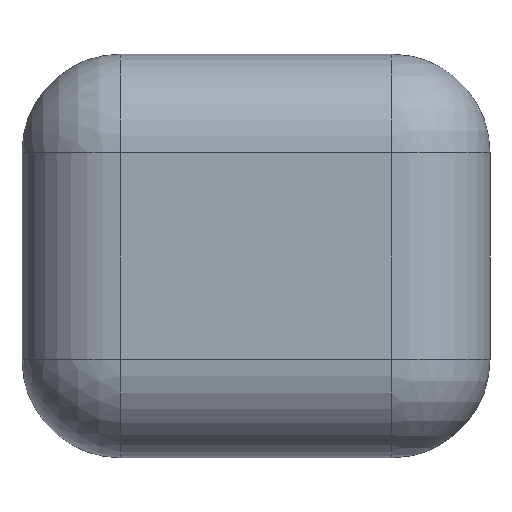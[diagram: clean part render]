
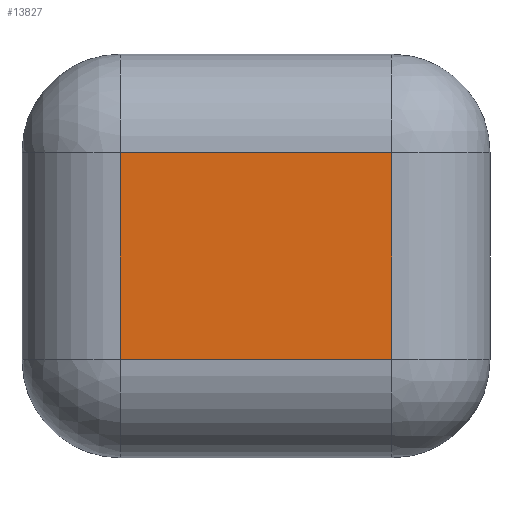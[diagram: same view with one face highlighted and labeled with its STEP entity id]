
A CAD part, front view. The second image highlights one B-rep face of the part: STEP entity #13827.
In plain terms, the highlighted planar face has unit normal (0, -1, 0).
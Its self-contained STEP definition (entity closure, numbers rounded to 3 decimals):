
#3165 = FACE_OUTER_BOUND ( 'NONE', #36989, .T. ) ;
#9754 = LINE ( 'NONE', #30248, #51471 ) ;
#13369 = ORIENTED_EDGE ( 'NONE', *, *, #43235, .T. ) ;
#13827 = ADVANCED_FACE ( 'NONE', ( #3165 ), #35397, .T. ) ;
#15241 = VECTOR ( 'NONE', #17507, 1000. ) ;
#17507 = DIRECTION ( 'NONE',  ( 1., 0., 0. ) ) ;
#20385 = LINE ( 'NONE', #32635, #51051 ) ;
#20911 = CARTESIAN_POINT ( 'NONE',  ( -110.187, -103.059, -84.015 ) ) ;
#20993 = ORIENTED_EDGE ( 'NONE', *, *, #30414, .T. ) ;
#21560 = DIRECTION ( 'NONE',  ( 0., 0., -1. ) ) ;
#22573 = VERTEX_POINT ( 'NONE', #47343 ) ;
#23149 = DIRECTION ( 'NONE',  ( 0., -1., 0. ) ) ;
#23662 = DIRECTION ( 'NONE',  ( 0., 0., -1. ) ) ;
#25541 = LINE ( 'NONE', #33548, #44393 ) ;
#27935 = CARTESIAN_POINT ( 'NONE',  ( 0., -103.059, 0. ) ) ;
#28690 = EDGE_CURVE ( 'NONE', #31701, #22573, #9754, .T. ) ;
#30248 = CARTESIAN_POINT ( 'NONE',  ( 110.187, -103.059, 0. ) ) ;
#30414 = EDGE_CURVE ( 'NONE', #40618, #47986, #25541, .T. ) ;
#31701 = VERTEX_POINT ( 'NONE', #32543 ) ;
#32543 = CARTESIAN_POINT ( 'NONE',  ( 110.187, -103.059, -84.015 ) ) ;
#32635 = CARTESIAN_POINT ( 'NONE',  ( 0., -103.059, 84.015 ) ) ;
#33182 = DIRECTION ( 'NONE',  ( -1., 0., 0. ) ) ;
#33548 = CARTESIAN_POINT ( 'NONE',  ( -110.187, -103.059, 0. ) ) ;
#34300 = ORIENTED_EDGE ( 'NONE', *, *, #28690, .T. ) ;
#34509 = DIRECTION ( 'NONE',  ( 0., 0., 1. ) ) ;
#35397 = PLANE ( 'NONE',  #39030 ) ;
#36989 = EDGE_LOOP ( 'NONE', ( #13369, #34300, #49102, #20993 ) ) ;
#39030 = AXIS2_PLACEMENT_3D ( 'NONE', #27935, #23149, #23662 ) ;
#40618 = VERTEX_POINT ( 'NONE', #45128 ) ;
#42018 = LINE ( 'NONE', #46007, #15241 ) ;
#43235 = EDGE_CURVE ( 'NONE', #47986, #31701, #42018, .T. ) ;
#44393 = VECTOR ( 'NONE', #21560, 1000. ) ;
#45128 = CARTESIAN_POINT ( 'NONE',  ( -110.187, -103.059, 84.015 ) ) ;
#45838 = EDGE_CURVE ( 'NONE', #22573, #40618, #20385, .T. ) ;
#46007 = CARTESIAN_POINT ( 'NONE',  ( 0., -103.059, -84.015 ) ) ;
#47343 = CARTESIAN_POINT ( 'NONE',  ( 110.187, -103.059, 84.015 ) ) ;
#47986 = VERTEX_POINT ( 'NONE', #20911 ) ;
#49102 = ORIENTED_EDGE ( 'NONE', *, *, #45838, .T. ) ;
#51051 = VECTOR ( 'NONE', #33182, 1000. ) ;
#51471 = VECTOR ( 'NONE', #34509, 1000. ) ;
